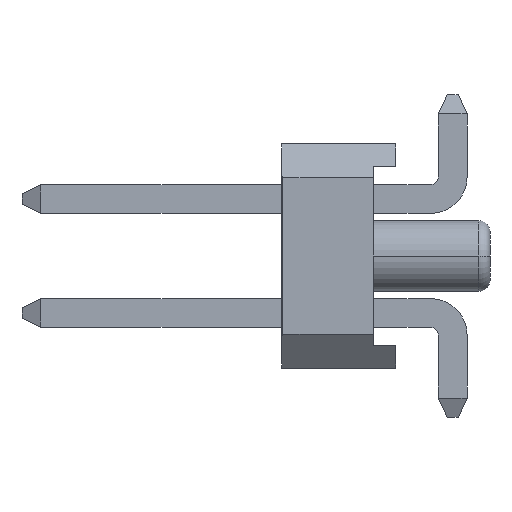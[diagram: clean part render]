
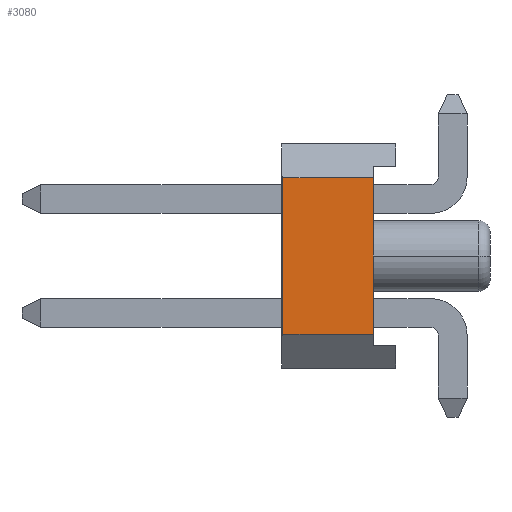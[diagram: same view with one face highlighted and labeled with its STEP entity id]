
A CAD part, left-side view. The second image highlights one B-rep face of the part: STEP entity #3080.
In plain terms, the highlighted planar face has unit normal (-1, 0, 0).
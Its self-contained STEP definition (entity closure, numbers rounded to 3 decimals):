
#1064=DIRECTION('',(0.,1.,0.));
#1065=VECTOR('',#1064,2.02);
#1066=CARTESIAN_POINT('',(-1.27,0.5,1.75));
#1067=LINE('',#1066,#1065);
#1442=DIRECTION('',(0.,0.,1.));
#1443=VECTOR('',#1442,3.5);
#1444=CARTESIAN_POINT('',(-1.27,2.52,-1.75));
#1445=LINE('',#1444,#1443);
#1449=DIRECTION('',(0.,0.,1.));
#1450=VECTOR('',#1449,3.5);
#1451=CARTESIAN_POINT('',(-1.27,0.5,-1.75));
#1452=LINE('',#1451,#1450);
#1456=DIRECTION('',(0.,1.,0.));
#1457=VECTOR('',#1456,2.02);
#1458=CARTESIAN_POINT('',(-1.27,0.5,-1.75));
#1459=LINE('',#1458,#1457);
#1625=CARTESIAN_POINT('',(-1.27,2.52,-1.75));
#1626=CARTESIAN_POINT('',(-1.27,2.52,1.75));
#1627=VERTEX_POINT('',#1625);
#1628=VERTEX_POINT('',#1626);
#1677=CARTESIAN_POINT('',(-1.27,0.5,-1.75));
#1678=VERTEX_POINT('',#1677);
#1679=CARTESIAN_POINT('',(-1.27,0.5,1.75));
#1680=VERTEX_POINT('',#1679);
#3069=CARTESIAN_POINT('',(-1.27,0.,-1.75));
#3070=DIRECTION('',(-1.,0.,0.));
#3071=DIRECTION('',(0.,0.,1.));
#3072=AXIS2_PLACEMENT_3D('',#3069,#3070,#3071);
#3073=PLANE('',#3072);
#3074=ORIENTED_EDGE('',*,*,#1973,.T.);
#3075=ORIENTED_EDGE('',*,*,#2744,.F.);
#3076=ORIENTED_EDGE('',*,*,#2180,.F.);
#3077=ORIENTED_EDGE('',*,*,#1936,.T.);
#3078=EDGE_LOOP('',(#3074,#3075,#3076,#3077));
#3079=FACE_OUTER_BOUND('',#3078,.F.);
#3080=ADVANCED_FACE('',(#3079),#3073,.T.);
#1936=EDGE_CURVE('',#1678,#1627,#1459,.T.);
#1973=EDGE_CURVE('',#1627,#1628,#1445,.T.);
#2180=EDGE_CURVE('',#1678,#1680,#1452,.T.);
#2744=EDGE_CURVE('',#1680,#1628,#1067,.T.);
